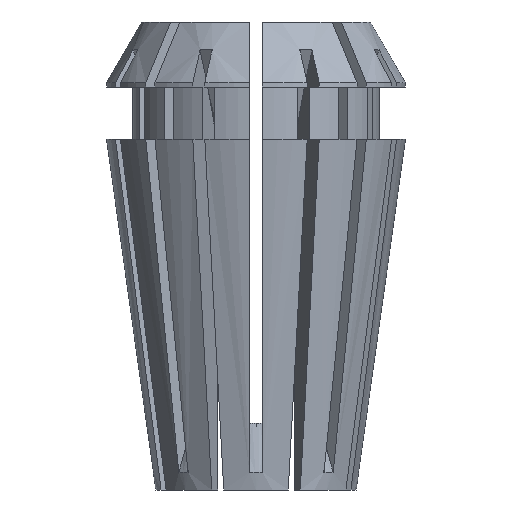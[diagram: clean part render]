
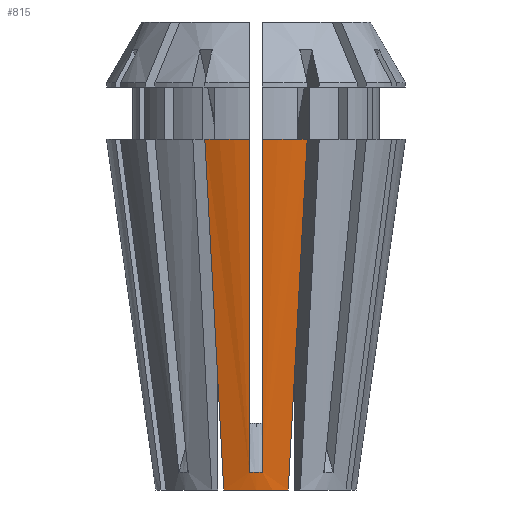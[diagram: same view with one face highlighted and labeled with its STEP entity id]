
A CAD part, left-side view. The second image highlights one B-rep face of the part: STEP entity #815.
In plain terms, the highlighted conical face has half-angle 8 degrees and reference radius 3.856 mm.
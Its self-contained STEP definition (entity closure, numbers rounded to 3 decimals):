
#4 = EDGE_CURVE ( 'NONE', #2920, #4020, #1434, .T. ) ;
#148 = CARTESIAN_POINT ( 'NONE',  ( -3.65, 1.241, 0. ) ) ;
#204 = CARTESIAN_POINT ( 'NONE',  ( -3.65, -1.241, 0. ) ) ;
#275 = DIRECTION ( 'NONE',  ( -1., 0., 0. ) ) ;
#307 = CARTESIAN_POINT ( 'NONE',  ( 0., 0., 0. ) ) ;
#458 = CARTESIAN_POINT ( 'NONE',  ( -5.748, 0.25, 13.5 ) ) ;
#516 = CARTESIAN_POINT ( 'NONE',  ( -5.748, 0.25, 13.5 ) ) ;
#563 = AXIS2_PLACEMENT_3D ( 'NONE', #2479, #2116, #2080 ) ;
#574 = CARTESIAN_POINT ( 'NONE',  ( -3.945, -0.25, 0.689 ) ) ;
#690 = CARTESIAN_POINT ( 'NONE',  ( -4.972, -1.789, 10.166 ) ) ;
#736 = ORIENTED_EDGE ( 'NONE', *, *, #4459, .T. ) ;
#771 = CARTESIAN_POINT ( 'NONE',  ( -4.105, 1.43, 3.498 ) ) ;
#802 = CARTESIAN_POINT ( 'NONE',  ( -3.945, -0.25, 0.689 ) ) ;
#815 = ADVANCED_FACE ( 'NONE', ( #3429 ), #5078, .T. ) ;
#854 = CARTESIAN_POINT ( 'NONE',  ( -3.945, 0.25, 0.689 ) ) ;
#872 = CARTESIAN_POINT ( 'NONE',  ( -3.945, 0.25, 0.689 ) ) ;
#943 = EDGE_CURVE ( 'NONE', #3468, #4831, #5072, .T. ) ;
#959 = ORIENTED_EDGE ( 'NONE', *, *, #4, .F. ) ;
#988 = B_SPLINE_CURVE_WITH_KNOTS ( 'NONE', 3,
 ( #3457, #3084, #3931, #4298 ),
 .UNSPECIFIED., .F., .F.,
 ( 4, 4 ),
 ( 0.022, 0.035 ),
 .UNSPECIFIED. ) ;
#998 = CIRCLE ( 'NONE', #1685, 3.856 ) ;
#1035 = DIRECTION ( 'NONE',  ( 0., 0., 1. ) ) ;
#1061 = CARTESIAN_POINT ( 'NONE',  ( -5.406, -1.969, 13.5 ) ) ;
#1110 = CARTESIAN_POINT ( 'NONE',  ( -5.406, 1.969, 13.5 ) ) ;
#1418 = VERTEX_POINT ( 'NONE', #1061 ) ;
#1434 = B_SPLINE_CURVE_WITH_KNOTS ( 'NONE', 3,
 ( #458, #2907, #3308, #872 ),
 .UNSPECIFIED., .F., .F.,
 ( 4, 4 ),
 ( 0.022, 0.035 ),
 .UNSPECIFIED. ) ;
#1482 = EDGE_LOOP ( 'NONE', ( #3117, #3663, #3959, #2192, #736, #3934, #4662, #959 ) ) ;
#1509 = CARTESIAN_POINT ( 'NONE',  ( -5.406, -1.969, 13.5 ) ) ;
#1685 = AXIS2_PLACEMENT_3D ( 'NONE', #307, #3893, #275 ) ;
#1970 = CARTESIAN_POINT ( 'NONE',  ( 0., 0., 13.5 ) ) ;
#2080 = DIRECTION ( 'NONE',  ( -1., 0., 0. ) ) ;
#2113 = VERTEX_POINT ( 'NONE', #2715 ) ;
#2116 = DIRECTION ( 'NONE',  ( 0., 0., -1. ) ) ;
#2192 = ORIENTED_EDGE ( 'NONE', *, *, #4305, .F. ) ;
#2293 = CIRCLE ( 'NONE', #563, 5.753 ) ;
#2379 = DIRECTION ( 'NONE',  ( 0., 0., -1. ) ) ;
#2410 = B_SPLINE_CURVE_WITH_KNOTS ( 'NONE', 3,
 ( #854, #2802, #3653, #802 ),
 .UNSPECIFIED., .F., .F.,
 ( 4, 4 ),
 ( 0., 0.001 ),
 .UNSPECIFIED. ) ;
#2415 = VERTEX_POINT ( 'NONE', #574 ) ;
#2479 = CARTESIAN_POINT ( 'NONE',  ( 0., 0., 13.5 ) ) ;
#2511 = EDGE_CURVE ( 'NONE', #2113, #2415, #988, .T. ) ;
#2715 = CARTESIAN_POINT ( 'NONE',  ( -5.748, -0.25, 13.5 ) ) ;
#2802 = CARTESIAN_POINT ( 'NONE',  ( -3.953, 0.083, 0.67 ) ) ;
#2860 = CARTESIAN_POINT ( 'NONE',  ( -3.945, 0.25, 0.689 ) ) ;
#2907 = CARTESIAN_POINT ( 'NONE',  ( -5.147, 0.25, 9.23 ) ) ;
#2920 = VERTEX_POINT ( 'NONE', #516 ) ;
#3076 = DIRECTION ( 'NONE',  ( 1., 0., 0. ) ) ;
#3084 = CARTESIAN_POINT ( 'NONE',  ( -5.147, -0.25, 9.23 ) ) ;
#3111 = CARTESIAN_POINT ( 'NONE',  ( -3.65, -1.241, 0. ) ) ;
#3117 = ORIENTED_EDGE ( 'NONE', *, *, #4583, .T. ) ;
#3236 = EDGE_CURVE ( 'NONE', #4271, #4831, #998, .T. ) ;
#3308 = CARTESIAN_POINT ( 'NONE',  ( -4.546, 0.25, 4.959 ) ) ;
#3429 = FACE_OUTER_BOUND ( 'NONE', #1482, .T. ) ;
#3440 = CIRCLE ( 'NONE', #4034, 5.753 ) ;
#3457 = CARTESIAN_POINT ( 'NONE',  ( -5.748, -0.25, 13.5 ) ) ;
#3468 = VERTEX_POINT ( 'NONE', #3598 ) ;
#3542 = CARTESIAN_POINT ( 'NONE',  ( -3.954, -1.367, 2.332 ) ) ;
#3568 = CARTESIAN_POINT ( 'NONE',  ( -4.539, -1.61, 6.832 ) ) ;
#3577 = CARTESIAN_POINT ( 'NONE',  ( -4.539, 1.61, 6.832 ) ) ;
#3598 = CARTESIAN_POINT ( 'NONE',  ( -5.406, 1.969, 13.5 ) ) ;
#3653 = CARTESIAN_POINT ( 'NONE',  ( -3.953, -0.083, 0.67 ) ) ;
#3663 = ORIENTED_EDGE ( 'NONE', *, *, #943, .T. ) ;
#3893 = DIRECTION ( 'NONE',  ( 0., 0., -1. ) ) ;
#3931 = CARTESIAN_POINT ( 'NONE',  ( -4.546, -0.25, 4.959 ) ) ;
#3934 = ORIENTED_EDGE ( 'NONE', *, *, #2511, .T. ) ;
#3959 = ORIENTED_EDGE ( 'NONE', *, *, #3236, .F. ) ;
#3983 = CARTESIAN_POINT ( 'NONE',  ( -3.954, 1.367, 2.332 ) ) ;
#4020 = VERTEX_POINT ( 'NONE', #2860 ) ;
#4034 = AXIS2_PLACEMENT_3D ( 'NONE', #1970, #2379, #5232 ) ;
#4271 = VERTEX_POINT ( 'NONE', #204 ) ;
#4273 = CARTESIAN_POINT ( 'NONE',  ( 0., 0., 0. ) ) ;
#4298 = CARTESIAN_POINT ( 'NONE',  ( -3.945, -0.25, 0.689 ) ) ;
#4305 = EDGE_CURVE ( 'NONE', #1418, #4271, #4341, .T. ) ;
#4341 = B_SPLINE_CURVE_WITH_KNOTS ( 'NONE', 3,
 ( #1509, #690, #3568, #5211, #3542, #4346, #3111 ),
 .UNSPECIFIED., .F., .F.,
 ( 4, 3, 4 ),
 ( 0., 0.01, 0.014 ),
 .UNSPECIFIED. ) ;
#4346 = CARTESIAN_POINT ( 'NONE',  ( -3.802, -1.304, 1.166 ) ) ;
#4368 = CARTESIAN_POINT ( 'NONE',  ( -4.972, 1.789, 10.166 ) ) ;
#4459 = EDGE_CURVE ( 'NONE', #1418, #2113, #3440, .T. ) ;
#4496 = EDGE_CURVE ( 'NONE', #4020, #2415, #2410, .T. ) ;
#4583 = EDGE_CURVE ( 'NONE', #2920, #3468, #2293, .T. ) ;
#4662 = ORIENTED_EDGE ( 'NONE', *, *, #4496, .F. ) ;
#4789 = CARTESIAN_POINT ( 'NONE',  ( -3.802, 1.304, 1.166 ) ) ;
#4831 = VERTEX_POINT ( 'NONE', #148 ) ;
#5072 = B_SPLINE_CURVE_WITH_KNOTS ( 'NONE', 3,
 ( #1110, #4368, #3577, #771, #3983, #4789, #5201 ),
 .UNSPECIFIED., .F., .F.,
 ( 4, 3, 4 ),
 ( 0., 0.01, 0.014 ),
 .UNSPECIFIED. ) ;
#5078 = CONICAL_SURFACE ( 'NONE', #5098, 3.856, 0.14 ) ;
#5098 = AXIS2_PLACEMENT_3D ( 'NONE', #4273, #1035, #3076 ) ;
#5201 = CARTESIAN_POINT ( 'NONE',  ( -3.65, 1.241, 0. ) ) ;
#5211 = CARTESIAN_POINT ( 'NONE',  ( -4.105, -1.43, 3.498 ) ) ;
#5232 = DIRECTION ( 'NONE',  ( -1., 0., 0. ) ) ;
